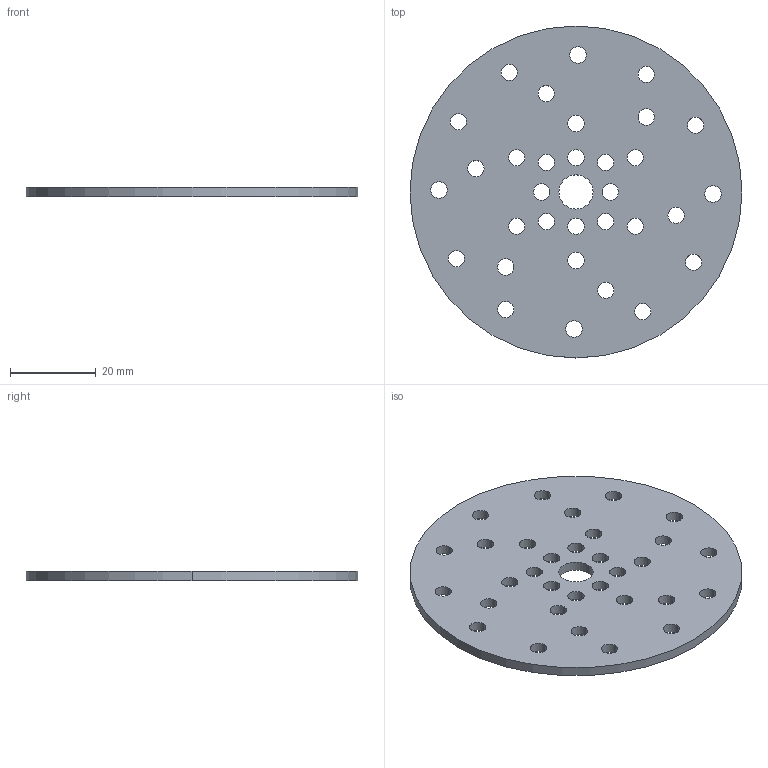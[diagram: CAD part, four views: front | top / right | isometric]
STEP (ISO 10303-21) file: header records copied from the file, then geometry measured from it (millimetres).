
FILE_DESCRIPTION (( 'STEP AP214' ), '1' );
FILE_NAME ('am-3686-64 S3 Pulley Plate 64mm.STEP', '2017-09-01T20:31:53', ( '' ), ( '' ), 'SwSTEP 2.0', 'SolidWorks 2017', '' );
FILE_SCHEMA (( 'AUTOMOTIVE_DESIGN' ));
Length unit declared in the file: millimetre
Products named in the file (1): am-3686-64 S3 Pulley Plate 64mm
Bounding box: 77.54 x 77.54 x 2.29 mm (x, y, z)
Volume: 9845.7 mm3; surface area: 10103.9 mm2
Topology: 1 solids, 1 shells, 70 faces, 204 edges, 136 vertices
Faces by surface type: cylinder 68, plane 2
Entity records: 2570 total; most frequent: DIRECTION 482, CARTESIAN_POINT 411, ORIENTED_EDGE 408, AXIS2_PLACEMENT_3D 207, EDGE_CURVE 204, EDGE_LOOP 136, VERTEX_POINT 136, CIRCLE 136
